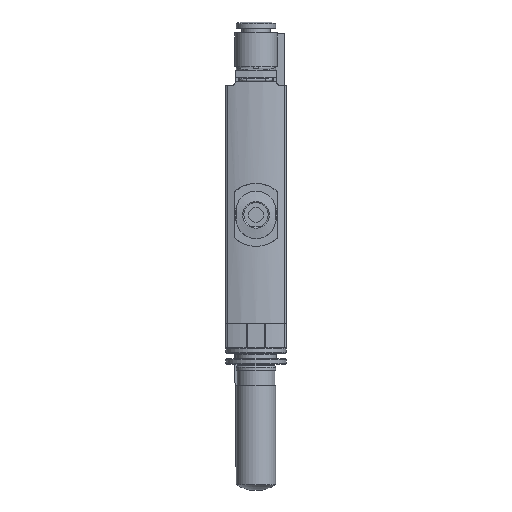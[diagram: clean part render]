
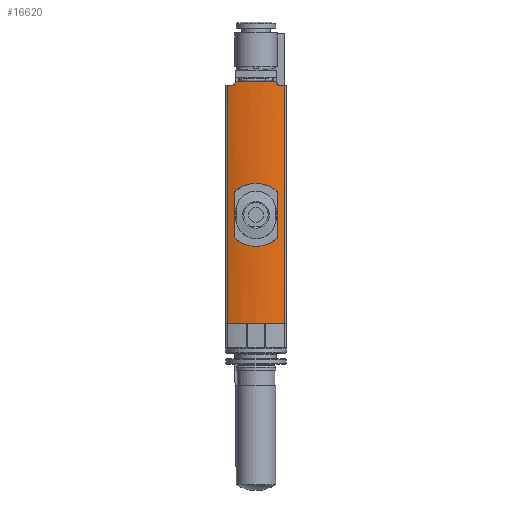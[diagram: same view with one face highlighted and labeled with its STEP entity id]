
A CAD part, front view. The second image highlights one B-rep face of the part: STEP entity #16620.
In plain terms, the highlighted cylindrical face has radius 21 mm (diameter 42 mm), a partial arc.
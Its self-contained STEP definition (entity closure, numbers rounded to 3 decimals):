
#195=B_SPLINE_CURVE_WITH_KNOTS('',3,(#23118,#23119,#23120,#23121,#23122,
#23123,#23124),.UNSPECIFIED.,.F.,.F.,(4,1,1,1,4),(0.,0.003,
0.006,0.008,0.011),
 .UNSPECIFIED.);
#196=B_SPLINE_CURVE_WITH_KNOTS('',3,(#23127,#23128,#23129,#23130),
 .UNSPECIFIED.,.F.,.F.,(4,4),(0.,0.),
 .UNSPECIFIED.);
#197=B_SPLINE_CURVE_WITH_KNOTS('',3,(#23134,#23135,#23136,#23137),
 .UNSPECIFIED.,.F.,.F.,(4,4),(0.,0.),.UNSPECIFIED.);
#198=B_SPLINE_CURVE_WITH_KNOTS('',3,(#23139,#23140,#23141,#23142,#23143,
#23144,#23145),.UNSPECIFIED.,.F.,.F.,(4,1,1,1,4),(0.,0.003,
0.006,0.008,0.011),
 .UNSPECIFIED.);
#199=B_SPLINE_CURVE_WITH_KNOTS('',3,(#23147,#23148,#23149,#23150),
 .UNSPECIFIED.,.F.,.F.,(4,4),(0.,0.),.UNSPECIFIED.);
#200=B_SPLINE_CURVE_WITH_KNOTS('',3,(#23154,#23155,#23156,#23157),
 .UNSPECIFIED.,.F.,.F.,(4,4),(0.,0.),.UNSPECIFIED.);
#201=B_SPLINE_CURVE_WITH_KNOTS('',3,(#23161,#23162,#23163,#23164,#23165),
 .UNSPECIFIED.,.F.,.F.,(4,1,4),(0.,0.001,
0.002),.UNSPECIFIED.);
#202=B_SPLINE_CURVE_WITH_KNOTS('',3,(#23177,#23178,#23179,#23180,#23181),
 .UNSPECIFIED.,.F.,.F.,(4,1,4),(0.,0.001,0.002),
 .UNSPECIFIED.);
#240=CYLINDRICAL_SURFACE('',#17478,21.);
#675=LINE('',#23132,#1798);
#676=LINE('',#23152,#1799);
#677=LINE('',#23169,#1800);
#678=LINE('',#23173,#1801);
#1798=VECTOR('',#19118,1000.);
#1799=VECTOR('',#19119,1000.);
#1800=VECTOR('',#19124,1000.);
#1801=VECTOR('',#19127,1000.);
#2976=ORIENTED_EDGE('',*,*,#6450,.T.);
#2977=ORIENTED_EDGE('',*,*,#6451,.T.);
#2978=ORIENTED_EDGE('',*,*,#6452,.T.);
#2979=ORIENTED_EDGE('',*,*,#6453,.T.);
#2980=ORIENTED_EDGE('',*,*,#6454,.T.);
#2981=ORIENTED_EDGE('',*,*,#6455,.T.);
#2982=ORIENTED_EDGE('',*,*,#6456,.T.);
#2983=ORIENTED_EDGE('',*,*,#6457,.T.);
#2984=ORIENTED_EDGE('',*,*,#6458,.F.);
#2985=ORIENTED_EDGE('',*,*,#6459,.F.);
#2986=ORIENTED_EDGE('',*,*,#6460,.F.);
#2987=ORIENTED_EDGE('',*,*,#6461,.T.);
#2988=ORIENTED_EDGE('',*,*,#6462,.T.);
#2989=ORIENTED_EDGE('',*,*,#6463,.F.);
#2990=ORIENTED_EDGE('',*,*,#6464,.F.);
#2991=ORIENTED_EDGE('',*,*,#6465,.F.);
#6450=EDGE_CURVE('',#8181,#8182,#195,.T.);
#6451=EDGE_CURVE('',#8182,#8183,#196,.T.);
#6452=EDGE_CURVE('',#8183,#8184,#675,.F.);
#6453=EDGE_CURVE('',#8184,#8185,#197,.T.);
#6454=EDGE_CURVE('',#8185,#8186,#198,.T.);
#6455=EDGE_CURVE('',#8186,#8187,#199,.T.);
#6456=EDGE_CURVE('',#8187,#8188,#676,.T.);
#6457=EDGE_CURVE('',#8188,#8181,#200,.T.);
#6458=EDGE_CURVE('',#8189,#8190,#9238,.T.);
#6459=EDGE_CURVE('',#8191,#8189,#201,.T.);
#6460=EDGE_CURVE('',#8192,#8191,#9239,.T.);
#6461=EDGE_CURVE('',#8192,#8193,#677,.T.);
#6462=EDGE_CURVE('',#8193,#8194,#9240,.T.);
#6463=EDGE_CURVE('',#8195,#8194,#678,.T.);
#6464=EDGE_CURVE('',#8196,#8195,#9241,.T.);
#6465=EDGE_CURVE('',#8190,#8196,#202,.T.);
#8181=VERTEX_POINT('',#23125);
#8182=VERTEX_POINT('',#23126);
#8183=VERTEX_POINT('',#23131);
#8184=VERTEX_POINT('',#23133);
#8185=VERTEX_POINT('',#23138);
#8186=VERTEX_POINT('',#23146);
#8187=VERTEX_POINT('',#23151);
#8188=VERTEX_POINT('',#23153);
#8189=VERTEX_POINT('',#23159);
#8190=VERTEX_POINT('',#23160);
#8191=VERTEX_POINT('',#23166);
#8192=VERTEX_POINT('',#23168);
#8193=VERTEX_POINT('',#23170);
#8194=VERTEX_POINT('',#23172);
#8195=VERTEX_POINT('',#23174);
#8196=VERTEX_POINT('',#23176);
#9238=CIRCLE('',#17479,21.);
#9239=CIRCLE('',#17480,21.);
#9240=CIRCLE('',#17481,21.);
#9241=CIRCLE('',#17482,21.);
#9805=EDGE_LOOP('',(#2976,#2977,#2978,#2979,#2980,#2981,#2982,#2983));
#9806=EDGE_LOOP('',(#2984,#2985,#2986,#2987,#2988,#2989,#2990,#2991));
#10870=FACE_BOUND('',#9805,.T.);
#10871=FACE_BOUND('',#9806,.T.);
#16620=ADVANCED_FACE('',(#10870,#10871),#240,.T.);
#17478=AXIS2_PLACEMENT_3D('',#23117,#19116,#19117);
#17479=AXIS2_PLACEMENT_3D('',#23158,#19120,#19121);
#17480=AXIS2_PLACEMENT_3D('',#23167,#19122,#19123);
#17481=AXIS2_PLACEMENT_3D('',#23171,#19125,#19126);
#17482=AXIS2_PLACEMENT_3D('',#23175,#19128,#19129);
#19116=DIRECTION('',(0.,0.,-1.));
#19117=DIRECTION('',(-1.,0.,0.));
#19118=DIRECTION('',(0.,0.,-1.));
#19119=DIRECTION('',(0.,0.,-1.));
#19120=DIRECTION('',(0.,0.,1.));
#19121=DIRECTION('',(1.,0.,0.));
#19122=DIRECTION('',(0.,0.,1.));
#19123=DIRECTION('',(1.,0.,0.));
#19124=DIRECTION('',(0.,0.,-1.));
#19125=DIRECTION('',(0.,0.,1.));
#19126=DIRECTION('',(1.,0.,0.));
#19127=DIRECTION('',(0.,0.,-1.));
#19128=DIRECTION('',(0.,0.,1.));
#19129=DIRECTION('',(1.,0.,0.));
#23117=CARTESIAN_POINT('',(0.,25.915,35.8));
#23118=CARTESIAN_POINT('',(5.075,5.538,-5.923));
#23119=CARTESIAN_POINT('',(4.377,5.364,-6.521));
#23120=CARTESIAN_POINT('',(2.786,5.044,-7.46));
#23121=CARTESIAN_POINT('',(0.004,4.851,-7.969));
#23122=CARTESIAN_POINT('',(-2.779,5.043,-7.464));
#23123=CARTESIAN_POINT('',(-4.377,5.364,-6.521));
#23124=CARTESIAN_POINT('',(-5.075,5.538,-5.923));
#23125=CARTESIAN_POINT('',(5.075,5.538,-5.923));
#23126=CARTESIAN_POINT('',(-5.075,5.538,-5.923));
#23127=CARTESIAN_POINT('',(-5.075,5.538,-5.923));
#23128=CARTESIAN_POINT('',(-5.184,5.565,-5.83));
#23129=CARTESIAN_POINT('',(-5.25,5.582,-5.689));
#23130=CARTESIAN_POINT('',(-5.25,5.582,-5.543));
#23131=CARTESIAN_POINT('',(-5.25,5.582,-5.543));
#23132=CARTESIAN_POINT('',(-5.25,5.582,35.8));
#23133=CARTESIAN_POINT('',(-5.25,5.582,5.543));
#23134=CARTESIAN_POINT('',(-5.25,5.582,5.543));
#23135=CARTESIAN_POINT('',(-5.25,5.582,5.689));
#23136=CARTESIAN_POINT('',(-5.184,5.565,5.83));
#23137=CARTESIAN_POINT('',(-5.075,5.538,5.923));
#23138=CARTESIAN_POINT('',(-5.075,5.538,5.923));
#23139=CARTESIAN_POINT('',(-5.075,5.538,5.923));
#23140=CARTESIAN_POINT('',(-4.377,5.364,6.521));
#23141=CARTESIAN_POINT('',(-2.786,5.044,7.46));
#23142=CARTESIAN_POINT('',(-0.004,4.851,7.969));
#23143=CARTESIAN_POINT('',(2.779,5.043,7.464));
#23144=CARTESIAN_POINT('',(4.377,5.364,6.521));
#23145=CARTESIAN_POINT('',(5.075,5.538,5.923));
#23146=CARTESIAN_POINT('',(5.075,5.538,5.923));
#23147=CARTESIAN_POINT('',(5.075,5.538,5.923));
#23148=CARTESIAN_POINT('',(5.184,5.565,5.83));
#23149=CARTESIAN_POINT('',(5.25,5.582,5.689));
#23150=CARTESIAN_POINT('',(5.25,5.582,5.543));
#23151=CARTESIAN_POINT('',(5.25,5.582,5.543));
#23152=CARTESIAN_POINT('',(5.25,5.582,35.8));
#23153=CARTESIAN_POINT('',(5.25,5.582,-5.543));
#23154=CARTESIAN_POINT('',(5.25,5.582,-5.543));
#23155=CARTESIAN_POINT('',(5.25,5.582,-5.689));
#23156=CARTESIAN_POINT('',(5.184,5.565,-5.83));
#23157=CARTESIAN_POINT('',(5.075,5.538,-5.923));
#23158=CARTESIAN_POINT('',(0.,25.915,33.));
#23159=CARTESIAN_POINT('',(-5.1,5.544,33.));
#23160=CARTESIAN_POINT('',(5.1,5.544,33.));
#23161=CARTESIAN_POINT('',(-6.1,5.82,32.));
#23162=CARTESIAN_POINT('',(-5.842,5.742,32.));
#23163=CARTESIAN_POINT('',(-5.33,5.6,32.205));
#23164=CARTESIAN_POINT('',(-5.1,5.544,32.731));
#23165=CARTESIAN_POINT('',(-5.1,5.544,33.));
#23166=CARTESIAN_POINT('',(-6.1,5.82,32.));
#23167=CARTESIAN_POINT('',(0.,25.915,32.));
#23168=CARTESIAN_POINT('',(-7.171,6.177,32.));
#23169=CARTESIAN_POINT('',(-7.171,6.177,35.8));
#23170=CARTESIAN_POINT('',(-7.171,6.177,-27.));
#23171=CARTESIAN_POINT('',(0.,25.915,-27.));
#23172=CARTESIAN_POINT('',(7.171,6.177,-27.));
#23173=CARTESIAN_POINT('',(7.171,6.177,35.8));
#23174=CARTESIAN_POINT('',(7.171,6.177,32.));
#23175=CARTESIAN_POINT('',(0.,25.915,32.));
#23176=CARTESIAN_POINT('',(6.1,5.82,32.));
#23177=CARTESIAN_POINT('',(5.1,5.544,33.));
#23178=CARTESIAN_POINT('',(5.1,5.544,32.731));
#23179=CARTESIAN_POINT('',(5.329,5.599,32.206));
#23180=CARTESIAN_POINT('',(5.843,5.742,32.));
#23181=CARTESIAN_POINT('',(6.1,5.82,32.));
